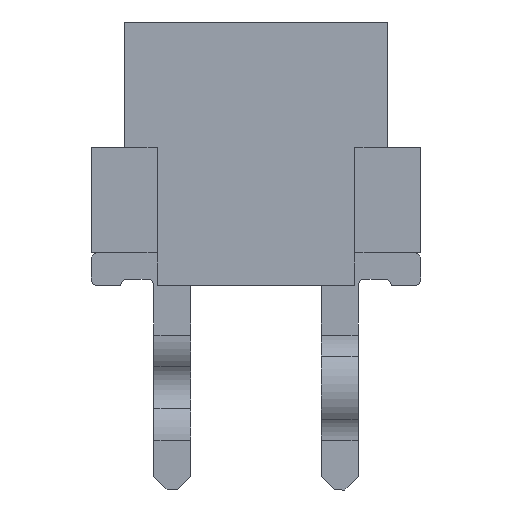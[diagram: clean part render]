
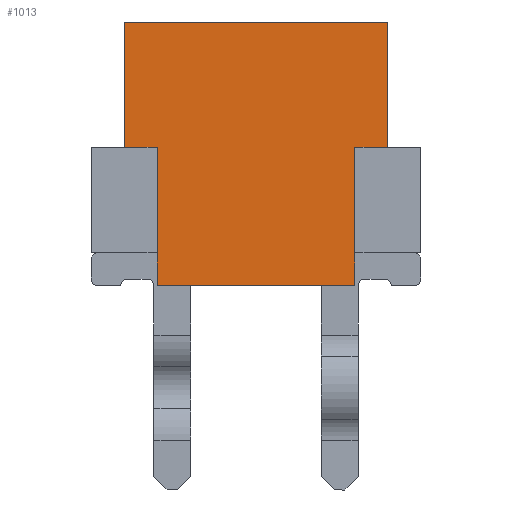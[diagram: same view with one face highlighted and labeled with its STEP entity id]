
A CAD part, left-side view. The second image highlights one B-rep face of the part: STEP entity #1013.
In plain terms, the highlighted planar face has unit normal (-1, 0, 0).
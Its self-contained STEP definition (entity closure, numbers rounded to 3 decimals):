
#1013 = ADVANCED_FACE( '', ( #2415 ), #2416, .F. );
#2415 = FACE_OUTER_BOUND( '', #4331, .T. );
#2416 = PLANE( '', #4332 );
#4331 = EDGE_LOOP( '', ( #6758, #6759, #6760, #6761, #6762, #6763, #6764, #6765, #6766, #6767 ) );
#4332 = AXIS2_PLACEMENT_3D( '', #6768, #6769, #6770 );
#6758 = ORIENTED_EDGE( '', *, *, #12560, .F. );
#6759 = ORIENTED_EDGE( '', *, *, #12561, .F. );
#6760 = ORIENTED_EDGE( '', *, *, #12562, .F. );
#6761 = ORIENTED_EDGE( '', *, *, #12563, .F. );
#6762 = ORIENTED_EDGE( '', *, *, #12564, .F. );
#6763 = ORIENTED_EDGE( '', *, *, #12565, .F. );
#6764 = ORIENTED_EDGE( '', *, *, #12566, .F. );
#6765 = ORIENTED_EDGE( '', *, *, #12567, .F. );
#6766 = ORIENTED_EDGE( '', *, *, #12491, .F. );
#6767 = ORIENTED_EDGE( '', *, *, #12568, .F. );
#6768 = CARTESIAN_POINT( '', ( -12.965, 0., 0. ) );
#6769 = DIRECTION( '', ( 1., 0., 0. ) );
#6770 = DIRECTION( '', ( 0., 0., -1. ) );
#12491 = EDGE_CURVE( '', #15254, #15245, #15256, .T. );
#12560 = EDGE_CURVE( '', #15375, #15376, #15377, .T. );
#12561 = EDGE_CURVE( '', #15378, #15375, #15379, .T. );
#12562 = EDGE_CURVE( '', #15380, #15378, #15381, .T. );
#12563 = EDGE_CURVE( '', #15382, #15380, #15383, .T. );
#12564 = EDGE_CURVE( '', #15384, #15382, #15385, .T. );
#12565 = EDGE_CURVE( '', #15386, #15384, #15387, .T. );
#12566 = EDGE_CURVE( '', #15388, #15386, #15389, .T. );
#12567 = EDGE_CURVE( '', #15245, #15388, #15390, .T. );
#12568 = EDGE_CURVE( '', #15376, #15254, #15391, .T. );
#15245 = VERTEX_POINT( '', #19184 );
#15254 = VERTEX_POINT( '', #19198 );
#15256 = LINE( '', #19201, #19202 );
#15375 = VERTEX_POINT( '', #19366 );
#15376 = VERTEX_POINT( '', #19367 );
#15377 = LINE( '', #19368, #19369 );
#15378 = VERTEX_POINT( '', #19370 );
#15379 = LINE( '', #19371, #19372 );
#15380 = VERTEX_POINT( '', #19373 );
#15381 = LINE( '', #19374, #19375 );
#15382 = VERTEX_POINT( '', #19376 );
#15383 = LINE( '', #19377, #19378 );
#15384 = VERTEX_POINT( '', #19379 );
#15385 = LINE( '', #19380, #19381 );
#15386 = VERTEX_POINT( '', #19382 );
#15387 = LINE( '', #19383, #19384 );
#15388 = VERTEX_POINT( '', #19385 );
#15389 = LINE( '', #19386, #19387 );
#15390 = LINE( '', #19388, #19389 );
#15391 = LINE( '', #19390, #19391 );
#19184 = CARTESIAN_POINT( '', ( -12.965, 1.5, -2.1 ) );
#19198 = CARTESIAN_POINT( '', ( -12.965, -1.5, -2.1 ) );
#19201 = CARTESIAN_POINT( '', ( -12.965, -1.5, -2.1 ) );
#19202 = VECTOR( '', #23807, 1000. );
#19366 = CARTESIAN_POINT( '', ( -12.965, -1.5, 0. ) );
#19367 = CARTESIAN_POINT( '', ( -12.965, -1.5, -1.6 ) );
#19368 = CARTESIAN_POINT( '', ( -12.965, -1.5, 0. ) );
#19369 = VECTOR( '', #23898, 1000. );
#19370 = CARTESIAN_POINT( '', ( -12.965, -2., 0. ) );
#19371 = CARTESIAN_POINT( '', ( -12.965, -2., 0. ) );
#19372 = VECTOR( '', #23899, 1000. );
#19373 = CARTESIAN_POINT( '', ( -12.965, -2., 1.9 ) );
#19374 = CARTESIAN_POINT( '', ( -12.965, -2., 1.9 ) );
#19375 = VECTOR( '', #23900, 1000. );
#19376 = CARTESIAN_POINT( '', ( -12.965, 2., 1.9 ) );
#19377 = CARTESIAN_POINT( '', ( -12.965, 2., 1.9 ) );
#19378 = VECTOR( '', #23901, 1000. );
#19379 = CARTESIAN_POINT( '', ( -12.965, 2., 0. ) );
#19380 = CARTESIAN_POINT( '', ( -12.965, 2., 0. ) );
#19381 = VECTOR( '', #23902, 1000. );
#19382 = CARTESIAN_POINT( '', ( -12.965, 1.5, 0. ) );
#19383 = CARTESIAN_POINT( '', ( -12.965, 1.5, 0. ) );
#19384 = VECTOR( '', #23903, 1000. );
#19385 = CARTESIAN_POINT( '', ( -12.965, 1.5, -1.6 ) );
#19386 = CARTESIAN_POINT( '', ( -12.965, 1.5, -2.1 ) );
#19387 = VECTOR( '', #23904, 1000. );
#19388 = CARTESIAN_POINT( '', ( -12.965, 1.5, -2.1 ) );
#19389 = VECTOR( '', #23905, 1000. );
#19390 = CARTESIAN_POINT( '', ( -12.965, -1.5, 0. ) );
#19391 = VECTOR( '', #23906, 1000. );
#23807 = DIRECTION( '', ( 0., 1., 0. ) );
#23898 = DIRECTION( '', ( 0., 0., -1. ) );
#23899 = DIRECTION( '', ( 0., 1., 0. ) );
#23900 = DIRECTION( '', ( 0., 0., -1. ) );
#23901 = DIRECTION( '', ( 0., -1., 0. ) );
#23902 = DIRECTION( '', ( 0., 0., 1. ) );
#23903 = DIRECTION( '', ( 0., 1., 0. ) );
#23904 = DIRECTION( '', ( 0., 0., 1. ) );
#23905 = DIRECTION( '', ( 0., 0., 1. ) );
#23906 = DIRECTION( '', ( 0., 0., -1. ) );
